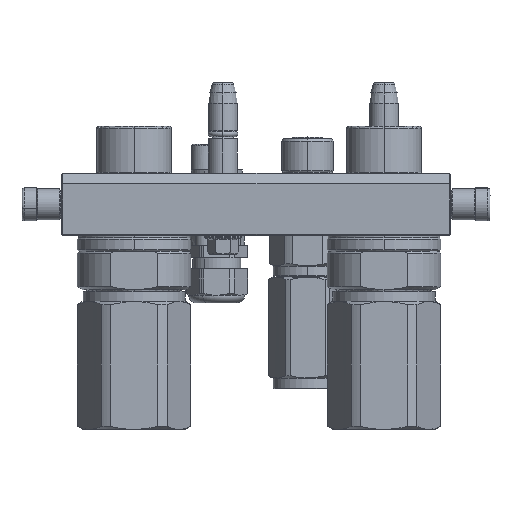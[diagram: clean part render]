
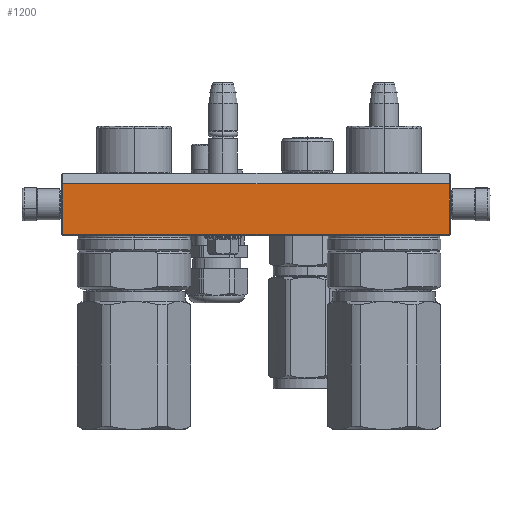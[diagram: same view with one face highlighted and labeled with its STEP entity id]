
A CAD part, left-side view. The second image highlights one B-rep face of the part: STEP entity #1200.
In plain terms, the highlighted face is planar.
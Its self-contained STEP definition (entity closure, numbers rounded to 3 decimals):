
#814 = VERTEX_POINT ( 'NONE', #26325 ) ;
#1200 = ADVANCED_FACE ( 'NONE', ( #19698 ), #67812, .T. ) ;
#1514 = EDGE_CURVE ( 'NONE', #31651, #814, #4848, .T. ) ;
#2544 = VECTOR ( 'NONE', #7261, 1000. ) ;
#4848 = LINE ( 'NONE', #50465, #45169 ) ;
#7261 = DIRECTION ( 'NONE',  ( -1., 0., 0. ) ) ;
#7914 = DIRECTION ( 'NONE',  ( -1., 0., 0. ) ) ;
#7997 = DIRECTION ( 'NONE',  ( 0., 1., 0. ) ) ;
#12684 = EDGE_CURVE ( 'NONE', #31651, #28064, #46787, .T. ) ;
#13437 = ORIENTED_EDGE ( 'NONE', *, *, #28752, .T. ) ;
#15730 = CARTESIAN_POINT ( 'NONE',  ( 93.5, 29.5, -45. ) ) ;
#15887 = ORIENTED_EDGE ( 'NONE', *, *, #1514, .T. ) ;
#16714 = CARTESIAN_POINT ( 'NONE',  ( 93.5, 5., -45. ) ) ;
#17900 = CARTESIAN_POINT ( 'NONE',  ( -93.5, 5., -45. ) ) ;
#18795 = VECTOR ( 'NONE', #27389, 1000. ) ;
#18916 = ORIENTED_EDGE ( 'NONE', *, *, #65771, .F. ) ;
#19698 = FACE_OUTER_BOUND ( 'NONE', #41229, .T. ) ;
#21224 = DIRECTION ( 'NONE',  ( 0., 0., -1. ) ) ;
#26325 = CARTESIAN_POINT ( 'NONE',  ( -93.5, 5., -45. ) ) ;
#26452 = CARTESIAN_POINT ( 'NONE',  ( 94., 0., -45. ) ) ;
#26956 = ORIENTED_EDGE ( 'NONE', *, *, #12684, .F. ) ;
#27389 = DIRECTION ( 'NONE',  ( 0., 1., 0. ) ) ;
#28064 = VERTEX_POINT ( 'NONE', #15730 ) ;
#28752 = EDGE_CURVE ( 'NONE', #814, #55054, #38949, .T. ) ;
#31651 = VERTEX_POINT ( 'NONE', #16714 ) ;
#37841 = CARTESIAN_POINT ( 'NONE',  ( 93.5, 29.5, -45. ) ) ;
#38949 = LINE ( 'NONE', #17900, #40523 ) ;
#39019 = CARTESIAN_POINT ( 'NONE',  ( -93.5, 29.5, -45. ) ) ;
#40523 = VECTOR ( 'NONE', #7997, 1000. ) ;
#41229 = EDGE_LOOP ( 'NONE', ( #13437, #18916, #26956, #15887 ) ) ;
#43704 = LINE ( 'NONE', #37841, #2544 ) ;
#45169 = VECTOR ( 'NONE', #7914, 1000. ) ;
#46787 = LINE ( 'NONE', #47237, #18795 ) ;
#47237 = CARTESIAN_POINT ( 'NONE',  ( 93.5, 5., -45. ) ) ;
#47442 = DIRECTION ( 'NONE',  ( -1., 0., 0. ) ) ;
#50465 = CARTESIAN_POINT ( 'NONE',  ( 93.5, 5., -45. ) ) ;
#55054 = VERTEX_POINT ( 'NONE', #39019 ) ;
#59346 = AXIS2_PLACEMENT_3D ( 'NONE', #26452, #21224, #47442 ) ;
#65771 = EDGE_CURVE ( 'NONE', #28064, #55054, #43704, .T. ) ;
#67812 = PLANE ( 'NONE',  #59346 ) ;
